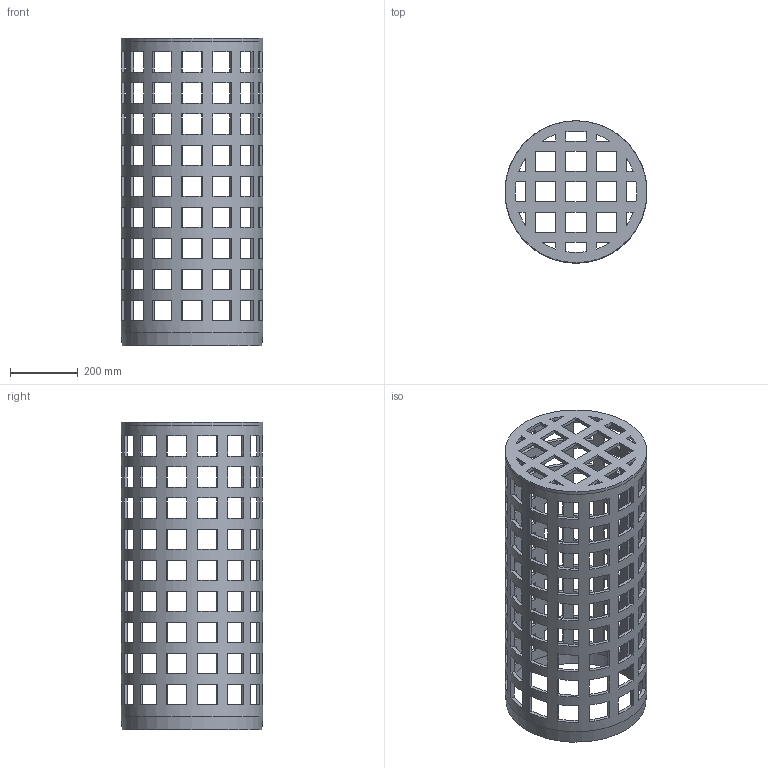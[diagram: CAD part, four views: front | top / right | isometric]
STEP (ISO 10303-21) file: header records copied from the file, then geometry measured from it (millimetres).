
FILE_DESCRIPTION(/* description */ (''),/* implementation_level */ '2;1');
FILE_NAME(/* name */ '15217.040X_3D.stp',/* time_stamp */ '2024-12-11T14:55:22+01:00',/* author */ ('CAD'),/* organization */ (''),/* preprocessor_version */ 'ST-DEVELOPER v20',/* originating_system */ 'AutoCAD Mechanical',/* authorisation */ '');
FILE_SCHEMA (('AUTOMOTIVE_DESIGN { 1 0 10303 214 3 1 1 }'));
Length unit declared in the file: centimetre
Products named in the file (2): Product; *S0
Assembly tree (1 placements, depth 2):
  Product
    *S0
Bounding box: 420 x 420 x 910 mm (x, y, z)
Volume: 7941395.5 mm3; surface area: 1968738.2 mm2
Topology: 2 solids, 2 shells, 589 faces, 1754 edges, 1168 vertices
Faces by surface type: plane 571, cylinder 15, cone 3
Full cylindrical faces by diameter (mm): 400 x1, 420 x2
Entity records: 20507 total; most frequent: CARTESIAN_POINT 3514, ORIENTED_EDGE 3508, DIRECTION 3474, EDGE_CURVE 1754, LINE 1218, VECTOR 1218, VERTEX_POINT 1168, AXIS2_PLACEMENT_3D 1128
